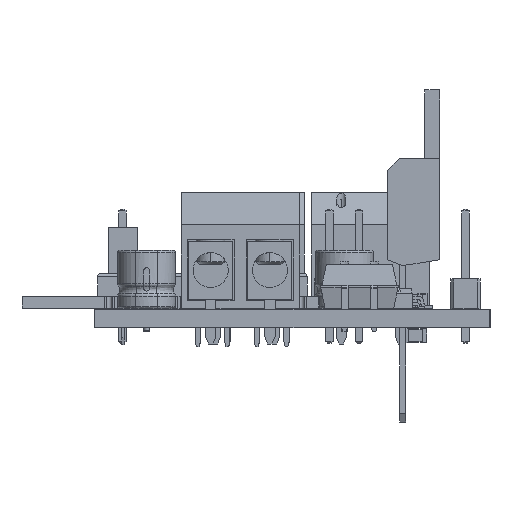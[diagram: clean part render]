
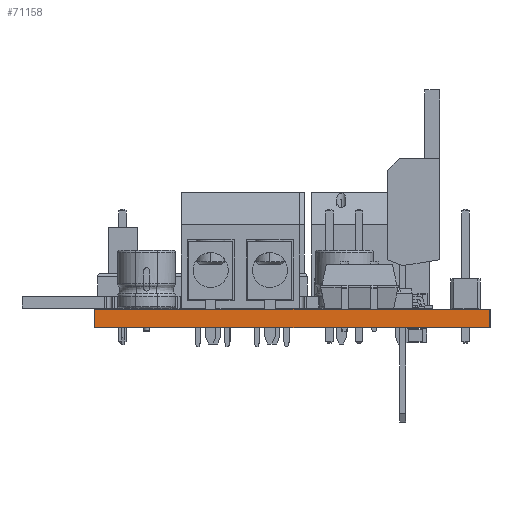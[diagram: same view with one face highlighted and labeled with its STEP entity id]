
A CAD part, left-side view. The second image highlights one B-rep face of the part: STEP entity #71158.
In plain terms, the highlighted planar face has unit normal (-1, 0, 0).
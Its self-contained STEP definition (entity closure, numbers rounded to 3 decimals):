
#71102 = VERTEX_POINT('',#71103);
#71103 = CARTESIAN_POINT('',(106.15,-130.44,1.6));
#71109 = EDGE_CURVE('',#71110,#71102,#71112,.T.);
#71110 = VERTEX_POINT('',#71111);
#71111 = CARTESIAN_POINT('',(106.15,-130.44,0.));
#71112 = LINE('',#71113,#71114);
#71113 = CARTESIAN_POINT('',(106.15,-130.44,0.));
#71114 = VECTOR('',#71115,1.);
#71115 = DIRECTION('',(0.,0.,1.));
#71158 = ADVANCED_FACE('',(#71159),#71184,.T.);
#71159 = FACE_BOUND('',#71160,.T.);
#71160 = EDGE_LOOP('',(#71161,#71162,#71170,#71178));
#71161 = ORIENTED_EDGE('',*,*,#71109,.T.);
#71162 = ORIENTED_EDGE('',*,*,#71163,.T.);
#71163 = EDGE_CURVE('',#71102,#71164,#71166,.T.);
#71164 = VERTEX_POINT('',#71165);
#71165 = CARTESIAN_POINT('',(106.15,-96.54,1.6));
#71166 = LINE('',#71167,#71168);
#71167 = CARTESIAN_POINT('',(106.15,-130.44,1.6));
#71168 = VECTOR('',#71169,1.);
#71169 = DIRECTION('',(0.,1.,0.));
#71170 = ORIENTED_EDGE('',*,*,#71171,.F.);
#71171 = EDGE_CURVE('',#71172,#71164,#71174,.T.);
#71172 = VERTEX_POINT('',#71173);
#71173 = CARTESIAN_POINT('',(106.15,-96.54,0.));
#71174 = LINE('',#71175,#71176);
#71175 = CARTESIAN_POINT('',(106.15,-96.54,0.));
#71176 = VECTOR('',#71177,1.);
#71177 = DIRECTION('',(0.,0.,1.));
#71178 = ORIENTED_EDGE('',*,*,#71179,.F.);
#71179 = EDGE_CURVE('',#71110,#71172,#71180,.T.);
#71180 = LINE('',#71181,#71182);
#71181 = CARTESIAN_POINT('',(106.15,-130.44,0.));
#71182 = VECTOR('',#71183,1.);
#71183 = DIRECTION('',(0.,1.,0.));
#71184 = PLANE('',#71185);
#71185 = AXIS2_PLACEMENT_3D('',#71186,#71187,#71188);
#71186 = CARTESIAN_POINT('',(106.15,-130.44,0.));
#71187 = DIRECTION('',(-1.,0.,0.));
#71188 = DIRECTION('',(0.,1.,0.));
